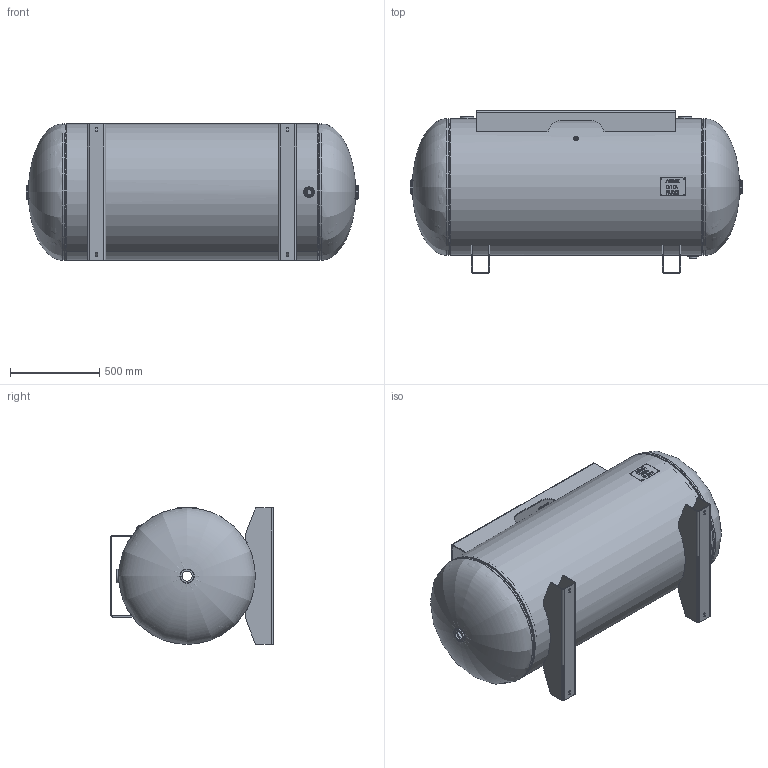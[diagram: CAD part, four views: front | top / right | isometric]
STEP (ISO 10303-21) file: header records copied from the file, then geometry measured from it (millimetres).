
FILE_DESCRIPTION(/* description */ ('30 X 72 200# HORZ ASME STOCK 200 GAL W/CHNLS & TPLT'),/* implementation_level */ '2;1');
FILE_NAME(/* name */ 'SPVG_A10036.stp',/* time_stamp */ '2021-07-27T12:30:30-05:00',/* author */ ('kim.thoune'),/* organization */ (''),/* preprocessor_version */ 'ST-DEVELOPER v17.2',/* originating_system */ 'Autodesk Inventor 2019',/* authorisation */ '');
FILE_SCHEMA (('CONFIG_CONTROL_DESIGN'));
Length unit declared in the file: inch
Products named in the file (14): A10036; A10036-1; A10036-2; 910-871-1; A10036-3; 910-871-1_1; F102000; F100250; F101000; S100049; 60-140; 64-053; S100040; F102001
Assembly tree (17 placements, depth 3):
  A10036
    A10036-1
    A10036-2
      910-871-1
    A10036-3
      910-871-1_1
    F102000  x2
    F100250
    F102001  x3
    F101000
    S100049
    60-140
      64-053
    S100040  x2
Bounding box: 1855.77 x 909.57 x 764.48 mm (x, y, z)
Volume: 29917589.9 mm3; surface area: 12168448.1 mm2
Topology: 14 solids, 14 shells, 555 faces, 1568 edges, 1065 vertices
Faces by surface type: plane 357, cylinder 111, bspline 42, torus 33, cone 12
Full cylindrical faces by diameter (mm): 6.35 x4, 11.455 x1, 26.987 x1, 30.302 x1, 43.256 x1, 44.45 x1, 46.037 x1, 56.667 x5, 60.325 x1, 66.675 x3, 68.263 x5, 76.2 x3, 79.383 x2, 101.6 x1, 744.068 x2, 752.958 x2, 753.11 x3, 762 x2, 763.27 x1
Entity records: 17578 total; most frequent: CARTESIAN_POINT 4960, ORIENTED_EDGE 2596, DIRECTION 2376, EDGE_CURVE 1298, LINE 920, VECTOR 920, VERTEX_POINT 881, AXIS2_PLACEMENT_3D 728
